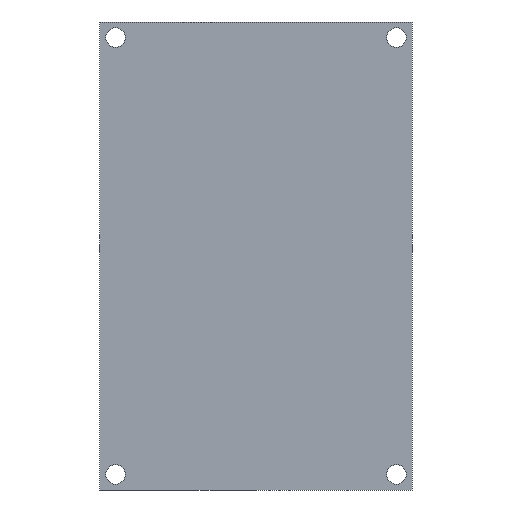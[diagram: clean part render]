
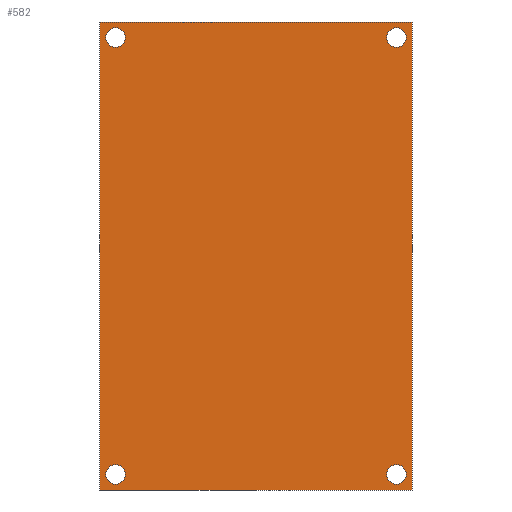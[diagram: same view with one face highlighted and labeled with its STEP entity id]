
A CAD part, front view. The second image highlights one B-rep face of the part: STEP entity #582.
In plain terms, the highlighted planar face has unit normal (0, -1, 0).
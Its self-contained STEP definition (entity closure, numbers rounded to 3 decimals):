
#5 = AXIS2_PLACEMENT_3D ( 'NONE', #100, #158, #695 ) ;
#6 = DIRECTION ( 'NONE',  ( 1., 0., 0. ) ) ;
#9 = DIRECTION ( 'NONE',  ( 0., 1., 0. ) ) ;
#23 = VECTOR ( 'NONE', #445, 1000. ) ;
#24 = CARTESIAN_POINT ( 'NONE',  ( 8.551, 15.849, 27.237 ) ) ;
#31 = DIRECTION ( 'NONE',  ( 0., 1., 0. ) ) ;
#37 = EDGE_LOOP ( 'NONE', ( #616, #343 ) ) ;
#43 = CARTESIAN_POINT ( 'NONE',  ( 8.551, 15.849, 87.237 ) ) ;
#44 = EDGE_CURVE ( 'NONE', #134, #399, #353, .T. ) ;
#52 = EDGE_CURVE ( 'NONE', #204, #692, #205, .T. ) ;
#58 = CIRCLE ( 'NONE', #465, 1.25 ) ;
#62 = CIRCLE ( 'NONE', #651, 1.25 ) ;
#65 = AXIS2_PLACEMENT_3D ( 'NONE', #43, #262, #97 ) ;
#68 = CARTESIAN_POINT ( 'NONE',  ( 6.551, 15.849, 29.237 ) ) ;
#69 = ORIENTED_EDGE ( 'NONE', *, *, #44, .T. ) ;
#97 = DIRECTION ( 'NONE',  ( -1., 0., 0. ) ) ;
#100 = CARTESIAN_POINT ( 'NONE',  ( 6.551, 15.849, 29.237 ) ) ;
#105 = EDGE_CURVE ( 'NONE', #467, #416, #123, .T. ) ;
#110 = CARTESIAN_POINT ( 'NONE',  ( -31.449, 15.849, 87.237 ) ) ;
#123 = CIRCLE ( 'NONE', #377, 1.25 ) ;
#132 = EDGE_CURVE ( 'NONE', #208, #294, #585, .T. ) ;
#134 = VERTEX_POINT ( 'NONE', #698 ) ;
#135 = PLANE ( 'NONE',  #65 ) ;
#139 = EDGE_CURVE ( 'NONE', #289, #623, #58, .T. ) ;
#143 = ORIENTED_EDGE ( 'NONE', *, *, #647, .T. ) ;
#145 = DIRECTION ( 'NONE',  ( 1., 0., 0. ) ) ;
#147 = DIRECTION ( 'NONE',  ( 1., 0., 0. ) ) ;
#148 = EDGE_LOOP ( 'NONE', ( #580, #261, #408, #198 ) ) ;
#153 = FACE_BOUND ( 'NONE', #350, .T. ) ;
#158 = DIRECTION ( 'NONE',  ( 0., 1., 0. ) ) ;
#172 = DIRECTION ( 'NONE',  ( 0., 0., 1. ) ) ;
#176 = CIRCLE ( 'NONE', #384, 1.25 ) ;
#182 = CARTESIAN_POINT ( 'NONE',  ( -31.449, 15.849, 27.237 ) ) ;
#184 = AXIS2_PLACEMENT_3D ( 'NONE', #327, #386, #638 ) ;
#192 = EDGE_CURVE ( 'NONE', #403, #208, #540, .T. ) ;
#198 = ORIENTED_EDGE ( 'NONE', *, *, #132, .F. ) ;
#204 = VERTEX_POINT ( 'NONE', #330 ) ;
#205 = CIRCLE ( 'NONE', #184, 1.25 ) ;
#206 = CARTESIAN_POINT ( 'NONE',  ( -30.699, 15.849, 29.237 ) ) ;
#208 = VERTEX_POINT ( 'NONE', #701 ) ;
#216 = CARTESIAN_POINT ( 'NONE',  ( -29.449, 15.849, 29.237 ) ) ;
#218 = CARTESIAN_POINT ( 'NONE',  ( 5.301, 15.849, 85.237 ) ) ;
#228 = DIRECTION ( 'NONE',  ( 0., 1., 0. ) ) ;
#235 = CARTESIAN_POINT ( 'NONE',  ( 7.801, 15.849, 29.237 ) ) ;
#239 = CARTESIAN_POINT ( 'NONE',  ( -31.449, 15.849, 87.237 ) ) ;
#242 = EDGE_LOOP ( 'NONE', ( #420, #560 ) ) ;
#249 = CARTESIAN_POINT ( 'NONE',  ( -30.699, 15.849, 85.237 ) ) ;
#256 = FACE_OUTER_BOUND ( 'NONE', #148, .T. ) ;
#259 = VECTOR ( 'NONE', #172, 1000. ) ;
#261 = ORIENTED_EDGE ( 'NONE', *, *, #317, .F. ) ;
#262 = DIRECTION ( 'NONE',  ( 0., -1., 0. ) ) ;
#277 = DIRECTION ( 'NONE',  ( 0., 1., 0. ) ) ;
#281 = VECTOR ( 'NONE', #525, 1000. ) ;
#285 = DIRECTION ( 'NONE',  ( 1., 0., 0. ) ) ;
#289 = VERTEX_POINT ( 'NONE', #497 ) ;
#294 = VERTEX_POINT ( 'NONE', #707 ) ;
#298 = CIRCLE ( 'NONE', #496, 1.25 ) ;
#313 = EDGE_CURVE ( 'NONE', #416, #467, #62, .T. ) ;
#317 = EDGE_CURVE ( 'NONE', #369, #403, #340, .T. ) ;
#323 = DIRECTION ( 'NONE',  ( 0., 0., -1. ) ) ;
#327 = CARTESIAN_POINT ( 'NONE',  ( 6.551, 15.849, 85.237 ) ) ;
#330 = CARTESIAN_POINT ( 'NONE',  ( 7.801, 15.849, 85.237 ) ) ;
#340 = LINE ( 'NONE', #110, #259 ) ;
#343 = ORIENTED_EDGE ( 'NONE', *, *, #590, .T. ) ;
#350 = EDGE_LOOP ( 'NONE', ( #486, #69 ) ) ;
#353 = CIRCLE ( 'NONE', #5, 1.25 ) ;
#363 = ORIENTED_EDGE ( 'NONE', *, *, #52, .T. ) ;
#369 = VERTEX_POINT ( 'NONE', #182 ) ;
#377 = AXIS2_PLACEMENT_3D ( 'NONE', #633, #627, #147 ) ;
#380 = FACE_BOUND ( 'NONE', #606, .T. ) ;
#384 = AXIS2_PLACEMENT_3D ( 'NONE', #477, #31, #145 ) ;
#386 = DIRECTION ( 'NONE',  ( 0., 1., 0. ) ) ;
#391 = CARTESIAN_POINT ( 'NONE',  ( 6.551, 15.849, 85.237 ) ) ;
#399 = VERTEX_POINT ( 'NONE', #235 ) ;
#403 = VERTEX_POINT ( 'NONE', #239 ) ;
#405 = DIRECTION ( 'NONE',  ( 1., 0., 0. ) ) ;
#408 = ORIENTED_EDGE ( 'NONE', *, *, #453, .F. ) ;
#416 = VERTEX_POINT ( 'NONE', #654 ) ;
#420 = ORIENTED_EDGE ( 'NONE', *, *, #313, .T. ) ;
#426 = EDGE_CURVE ( 'NONE', #399, #134, #448, .T. ) ;
#445 = DIRECTION ( 'NONE',  ( 1., 0., 0. ) ) ;
#446 = VECTOR ( 'NONE', #323, 1000. ) ;
#448 = CIRCLE ( 'NONE', #479, 1.25 ) ;
#453 = EDGE_CURVE ( 'NONE', #294, #369, #614, .T. ) ;
#465 = AXIS2_PLACEMENT_3D ( 'NONE', #216, #487, #592 ) ;
#467 = VERTEX_POINT ( 'NONE', #249 ) ;
#477 = CARTESIAN_POINT ( 'NONE',  ( -29.449, 15.849, 29.237 ) ) ;
#479 = AXIS2_PLACEMENT_3D ( 'NONE', #68, #9, #285 ) ;
#486 = ORIENTED_EDGE ( 'NONE', *, *, #426, .T. ) ;
#487 = DIRECTION ( 'NONE',  ( 0., 1., 0. ) ) ;
#488 = FACE_BOUND ( 'NONE', #242, .T. ) ;
#496 = AXIS2_PLACEMENT_3D ( 'NONE', #391, #277, #6 ) ;
#497 = CARTESIAN_POINT ( 'NONE',  ( -28.199, 15.849, 29.237 ) ) ;
#525 = DIRECTION ( 'NONE',  ( -1., 0., 0. ) ) ;
#540 = LINE ( 'NONE', #550, #23 ) ;
#550 = CARTESIAN_POINT ( 'NONE',  ( 8.551, 15.849, 87.237 ) ) ;
#560 = ORIENTED_EDGE ( 'NONE', *, *, #105, .T. ) ;
#569 = CARTESIAN_POINT ( 'NONE',  ( -29.449, 15.849, 85.237 ) ) ;
#580 = ORIENTED_EDGE ( 'NONE', *, *, #192, .F. ) ;
#582 = ADVANCED_FACE ( 'NONE', ( #689, #153, #380, #488, #256 ), #135, .T. ) ;
#585 = LINE ( 'NONE', #636, #446 ) ;
#590 = EDGE_CURVE ( 'NONE', #623, #289, #176, .T. ) ;
#592 = DIRECTION ( 'NONE',  ( 1., 0., 0. ) ) ;
#606 = EDGE_LOOP ( 'NONE', ( #363, #143 ) ) ;
#614 = LINE ( 'NONE', #24, #281 ) ;
#616 = ORIENTED_EDGE ( 'NONE', *, *, #139, .T. ) ;
#623 = VERTEX_POINT ( 'NONE', #206 ) ;
#627 = DIRECTION ( 'NONE',  ( 0., 1., 0. ) ) ;
#633 = CARTESIAN_POINT ( 'NONE',  ( -29.449, 15.849, 85.237 ) ) ;
#636 = CARTESIAN_POINT ( 'NONE',  ( 8.551, 15.849, 87.237 ) ) ;
#638 = DIRECTION ( 'NONE',  ( 1., 0., 0. ) ) ;
#647 = EDGE_CURVE ( 'NONE', #692, #204, #298, .T. ) ;
#651 = AXIS2_PLACEMENT_3D ( 'NONE', #569, #228, #405 ) ;
#654 = CARTESIAN_POINT ( 'NONE',  ( -28.199, 15.849, 85.237 ) ) ;
#689 = FACE_BOUND ( 'NONE', #37, .T. ) ;
#692 = VERTEX_POINT ( 'NONE', #218 ) ;
#695 = DIRECTION ( 'NONE',  ( 1., 0., 0. ) ) ;
#698 = CARTESIAN_POINT ( 'NONE',  ( 5.301, 15.849, 29.237 ) ) ;
#701 = CARTESIAN_POINT ( 'NONE',  ( 8.551, 15.849, 87.237 ) ) ;
#707 = CARTESIAN_POINT ( 'NONE',  ( 8.551, 15.849, 27.237 ) ) ;
